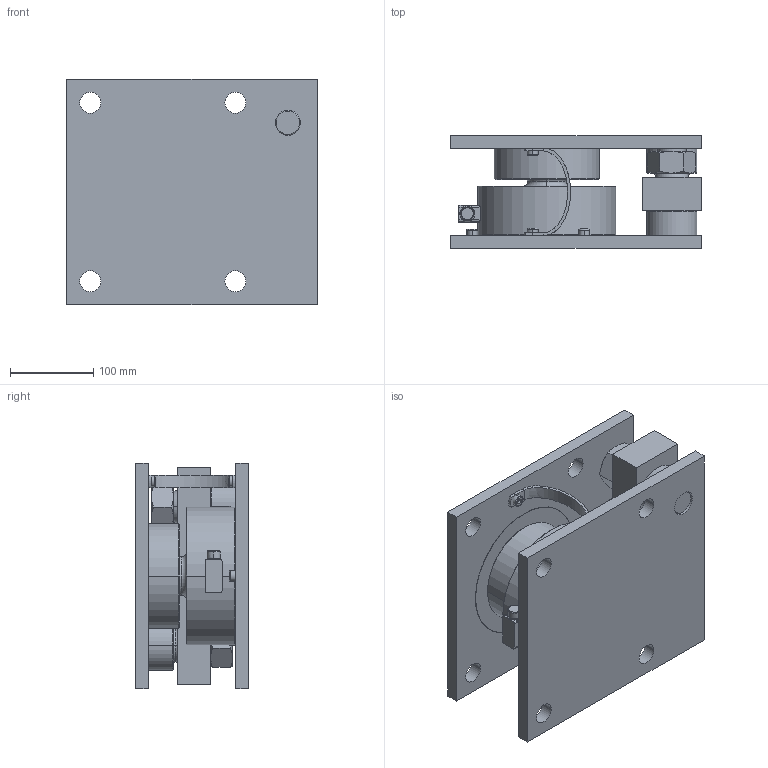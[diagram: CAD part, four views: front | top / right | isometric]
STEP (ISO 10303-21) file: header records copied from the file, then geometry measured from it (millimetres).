
FILE_DESCRIPTION(('STEP AP214'),'1');
FILE_NAME('UPC5 with load cell.stp','2018-03-29T14:55:25',(' '),(' '),'Spatial InterOp 3D',' ',' ');
FILE_SCHEMA(('automotive_design'));
Length unit declared in the file: millimetre
Products named in the file (15): C2S_100T_MODELLO; C8S_100tR08_x modello; TIC_60R02; Scatolina AEP ø165; UPC5 with load cell; Complessivo UPC5; PST_INF_R01; PST_SUP_R01; PRN_R01; SNDO_M30_R02; TIR_R01; Dado M33; vite M8 L=10; Treccia
Assembly tree (19 placements, depth 3):
  UPC5 with load cell
    C2S_100T_MODELLO
      C8S_100tR08_x modello
      TIC_60R02
      Scatolina AEP ø165
    Complessivo UPC5
    PST_INF_R01
    PST_SUP_R01
    PRN_R01
    SNDO_M30_R02
    SNDO_M30_R02
    TIR_R01
    Dado M33  x2
    vite M8 L=10  x5
    Treccia
Bounding box: 300 x 135 x 270 mm (x, y, z)
Volume: 5172450.6 mm3; surface area: 660855.5 mm2
Topology: 19 solids, 50 shells, 430 faces, 1016 edges, 674 vertices
Faces by surface type: cylinder 150, plane 141, cone 92, torus 40, bspline 5, sphere 1, extrusion 1
Entity records: 12335 total; most frequent: CARTESIAN_POINT 2016, DIRECTION 1682, ORIENTED_EDGE 1304, EDGE_CURVE 710, AXIS2_PLACEMENT_3D 697, VERTEX_POINT 492, CIRCLE 382, EDGE_LOOP 366
